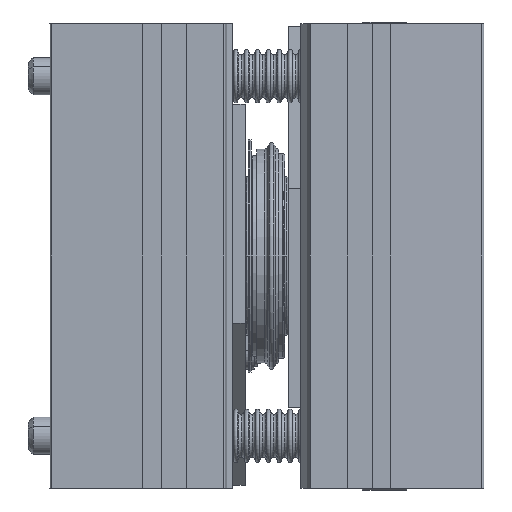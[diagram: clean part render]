
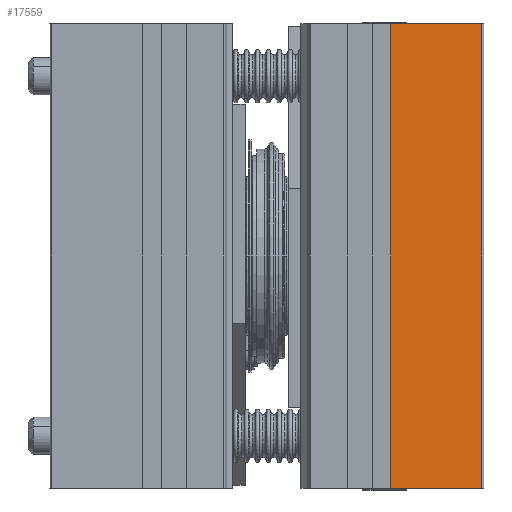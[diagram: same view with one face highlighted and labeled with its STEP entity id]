
A CAD part, left-side view. The second image highlights one B-rep face of the part: STEP entity #17559.
In plain terms, the highlighted planar face has unit normal (-0.999, -0.034, 0).
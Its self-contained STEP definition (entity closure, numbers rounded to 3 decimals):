
#1527 = CARTESIAN_POINT ( 'NONE',  ( -83.15, -58.35, -75. ) ) ;
#6169 = CARTESIAN_POINT ( 'NONE',  ( -84.157, -28.994, 75. ) ) ;
#7520 = EDGE_CURVE ( 'NONE', #30371, #23706, #14646, .T. ) ;
#8886 = CARTESIAN_POINT ( 'NONE',  ( -83.15, -58.35, 75. ) ) ;
#9115 = CARTESIAN_POINT ( 'NONE',  ( -84.157, -28.994, -75. ) ) ;
#9185 = EDGE_LOOP ( 'NONE', ( #22472, #50163, #39900, #20595 ) ) ;
#9361 = LINE ( 'NONE', #9115, #39272 ) ;
#12572 = CARTESIAN_POINT ( 'NONE',  ( -84.157, -28.994, 75. ) ) ;
#13248 = VECTOR ( 'NONE', #36162, 1000. ) ;
#14137 = LINE ( 'NONE', #6169, #56706 ) ;
#14560 = LINE ( 'NONE', #12572, #55050 ) ;
#14646 = LINE ( 'NONE', #44254, #13248 ) ;
#16390 = DIRECTION ( 'NONE',  ( -0.034, 0.999, 0. ) ) ;
#16776 = DIRECTION ( 'NONE',  ( 0.999, 0.034, 0. ) ) ;
#17559 = ADVANCED_FACE ( 'NONE', ( #34705 ), #48112, .F. ) ;
#17671 = AXIS2_PLACEMENT_3D ( 'NONE', #56567, #16776, #16390 ) ;
#20595 = ORIENTED_EDGE ( 'NONE', *, *, #44178, .T. ) ;
#22472 = ORIENTED_EDGE ( 'NONE', *, *, #54660, .T. ) ;
#23706 = VERTEX_POINT ( 'NONE', #1527 ) ;
#27013 = DIRECTION ( 'NONE',  ( 0.034, -0.999, 0. ) ) ;
#27230 = DIRECTION ( 'NONE',  ( 0.034, -0.999, 0. ) ) ;
#30371 = VERTEX_POINT ( 'NONE', #8886 ) ;
#34705 = FACE_OUTER_BOUND ( 'NONE', #9185, .T. ) ;
#35292 = VERTEX_POINT ( 'NONE', #50149 ) ;
#36162 = DIRECTION ( 'NONE',  ( 0., 0., -1. ) ) ;
#37045 = CARTESIAN_POINT ( 'NONE',  ( -84.157, -28.994, -75. ) ) ;
#37709 = DIRECTION ( 'NONE',  ( 0., 0., -1. ) ) ;
#39272 = VECTOR ( 'NONE', #27230, 1000. ) ;
#39900 = ORIENTED_EDGE ( 'NONE', *, *, #42371, .F. ) ;
#42371 = EDGE_CURVE ( 'NONE', #35292, #30371, #14560, .T. ) ;
#44178 = EDGE_CURVE ( 'NONE', #35292, #52665, #14137, .T. ) ;
#44254 = CARTESIAN_POINT ( 'NONE',  ( -83.15, -58.35, 75. ) ) ;
#48112 = PLANE ( 'NONE',  #17671 ) ;
#50149 = CARTESIAN_POINT ( 'NONE',  ( -84.157, -28.994, 75. ) ) ;
#50163 = ORIENTED_EDGE ( 'NONE', *, *, #7520, .F. ) ;
#52665 = VERTEX_POINT ( 'NONE', #37045 ) ;
#54660 = EDGE_CURVE ( 'NONE', #52665, #23706, #9361, .T. ) ;
#55050 = VECTOR ( 'NONE', #27013, 1000. ) ;
#56567 = CARTESIAN_POINT ( 'NONE',  ( -84.157, -28.994, 75. ) ) ;
#56706 = VECTOR ( 'NONE', #37709, 1000. ) ;
